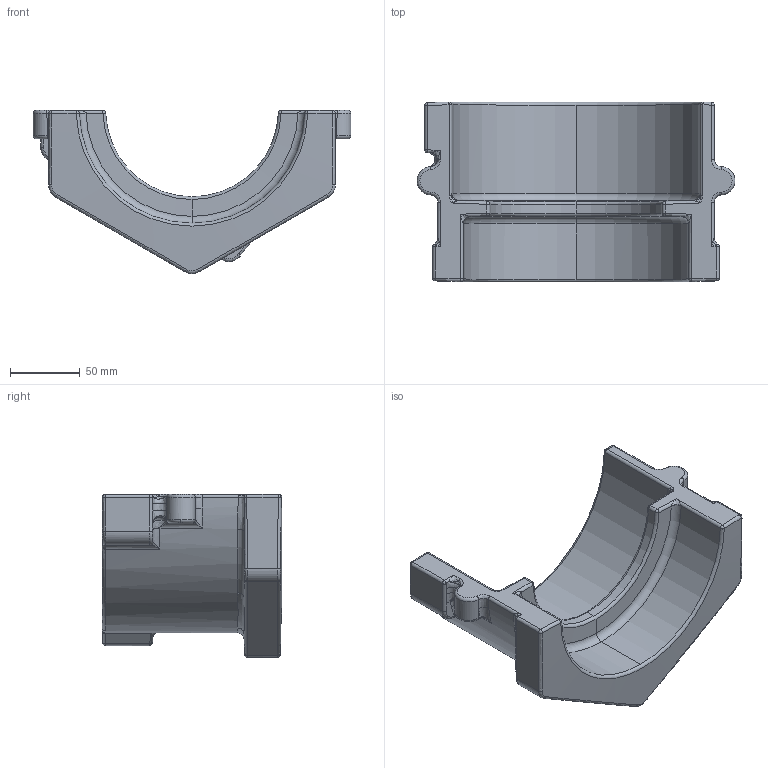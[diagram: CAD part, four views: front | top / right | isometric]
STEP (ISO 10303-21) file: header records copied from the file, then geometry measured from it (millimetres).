
FILE_DESCRIPTION (( 'STEP AP203' ), '1' );
FILE_NAME ('P026_v04 - fechamento_traseiro_motor - fundicao.STEP', '2025-01-28T21:05:23', ( '' ), ( '' ), 'SwSTEP 2.0', 'SolidWorks 2018', '' );
FILE_SCHEMA (( 'CONFIG_CONTROL_DESIGN' ));
Length unit declared in the file: millimetre
Products named in the file (1): P026_v04 - fechamento_traseiro_motor - fundicao
Bounding box: 227.36 x 128.61 x 116.72 mm (x, y, z)
Volume: 669420.9 mm3; surface area: 102557.5 mm2
Topology: 1 solids, 1 shells, 198 faces, 473 edges, 258 vertices
Faces by surface type: bspline 90, cylinder 40, torus 26, sphere 16, plane 14, cone 12
Entity records: 17940 total; most frequent: CARTESIAN_POINT 14084, ORIENTED_EDGE 900, DIRECTION 656, EDGE_CURVE 450, AXIS2_PLACEMENT_3D 296, VERTEX_POINT 254, B_SPLINE_CURVE_WITH_KNOTS 199, EDGE_LOOP 198
